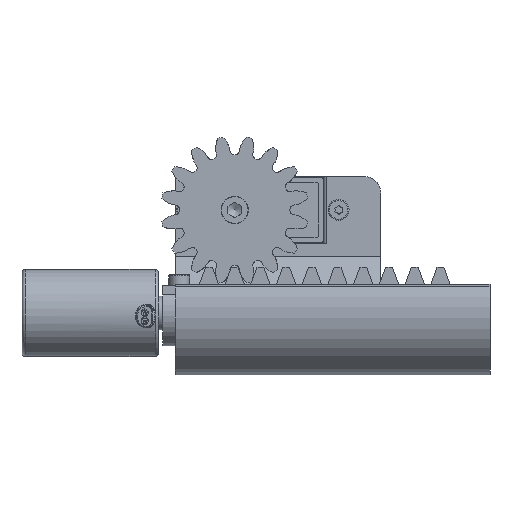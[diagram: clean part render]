
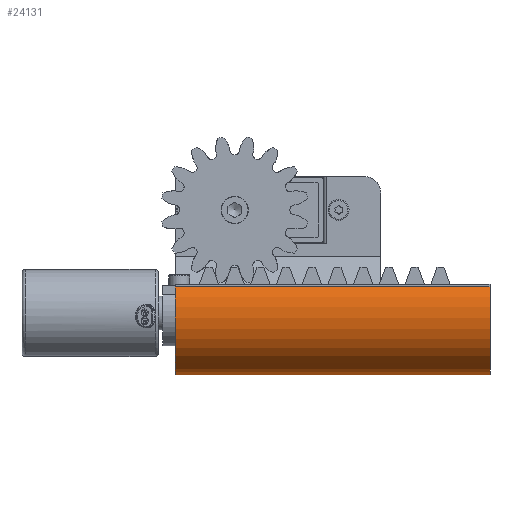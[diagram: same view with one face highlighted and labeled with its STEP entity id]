
A CAD part, front view. The second image highlights one B-rep face of the part: STEP entity #24131.
In plain terms, the highlighted cylindrical face has radius 11.35 mm (diameter 22.7 mm), a partial arc.
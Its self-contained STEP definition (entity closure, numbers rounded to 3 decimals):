
#3009=FACE_OUTER_BOUND('',#4291,.T.);
#4291=EDGE_LOOP('',(#22185,#22186,#22187,#22188));
#6415=LINE('',#50421,#8557);
#6422=LINE('',#50443,#8564);
#8557=VECTOR('',#31314,10.);
#8564=VECTOR('',#31345,10.);
#9292=CIRCLE('',#25997,11.35);
#9296=CIRCLE('',#26005,11.35);
#11858=VERTEX_POINT('',#50403);
#11859=VERTEX_POINT('',#50405);
#11864=VERTEX_POINT('',#50419);
#11865=VERTEX_POINT('',#50427);
#15318=EDGE_CURVE('',#11859,#11858,#9292,.T.);
#15327=EDGE_CURVE('',#11864,#11858,#6415,.T.);
#15331=EDGE_CURVE('',#11865,#11864,#9296,.T.);
#15337=EDGE_CURVE('',#11859,#11865,#6422,.T.);
#22185=ORIENTED_EDGE('',*,*,#15327,.F.);
#22186=ORIENTED_EDGE('',*,*,#15331,.F.);
#22187=ORIENTED_EDGE('',*,*,#15337,.F.);
#22188=ORIENTED_EDGE('',*,*,#15318,.T.);
#23082=CYLINDRICAL_SURFACE('',#26013,11.35);
#24131=ADVANCED_FACE('',(#3009),#23082,.T.);
#25997=AXIS2_PLACEMENT_3D('',#50406,#31300,#31301);
#26005=AXIS2_PLACEMENT_3D('',#50429,#31325,#31326);
#26013=AXIS2_PLACEMENT_3D('',#50444,#31346,#31347);
#31300=DIRECTION('center_axis',(0.,0.,
1.));
#31301=DIRECTION('ref_axis',(0.,-1.,0.));
#31314=DIRECTION('',(0.,0.,-1.));
#31325=DIRECTION('center_axis',(0.,0.,1.));
#31326=DIRECTION('ref_axis',(0.42,0.907,0.));
#31345=DIRECTION('',(0.,0.,1.));
#31346=DIRECTION('center_axis',(0.,0.,-1.));
#31347=DIRECTION('ref_axis',(-0.932,0.364,0.));
#50403=CARTESIAN_POINT('',(-3.471,-5.806,-52.677));
#50405=CARTESIAN_POINT('',(4.768,15.3,-52.677));
#50406=CARTESIAN_POINT('Origin',(0.,5.,
-52.677));
#50419=CARTESIAN_POINT('',(-3.471,-5.806,5.));
#50421=CARTESIAN_POINT('',(-3.471,-5.806,0.));
#50427=CARTESIAN_POINT('',(4.768,15.3,5.));
#50429=CARTESIAN_POINT('Origin',(0.,5.,5.));
#50443=CARTESIAN_POINT('',(4.768,15.3,0.));
#50444=CARTESIAN_POINT('Origin',(0.,5.,0.));
